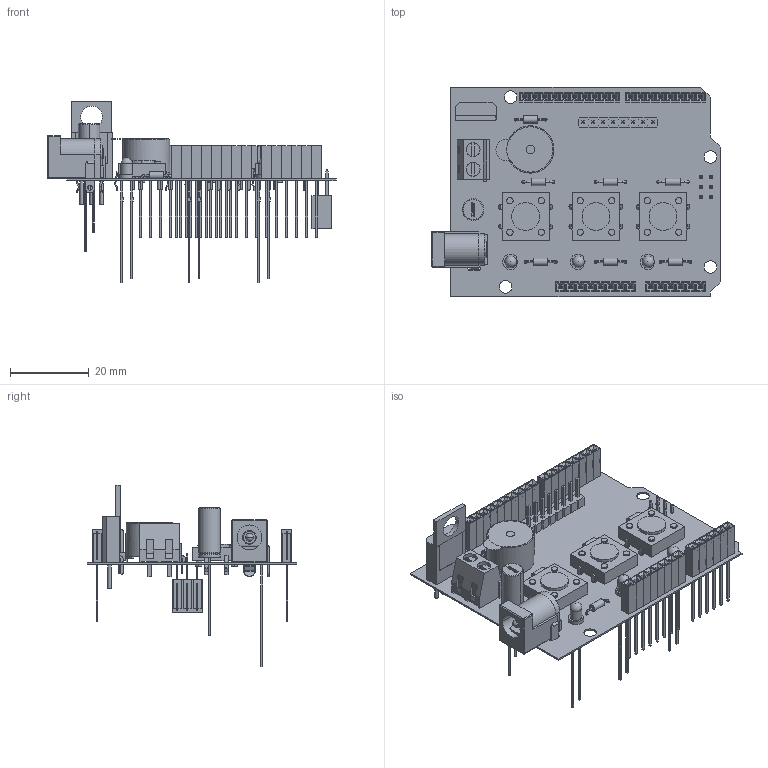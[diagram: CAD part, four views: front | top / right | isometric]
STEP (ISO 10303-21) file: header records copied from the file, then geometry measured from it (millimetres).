
FILE_DESCRIPTION(('Open CASCADE Model'),'2;1');
FILE_NAME('Open CASCADE Shape Model','2024-12-30T19:55:14',('Author'),( 'Open CASCADE'),'Open CASCADE STEP processor 6.8','Open CASCADE 6.8' ,'Unknown');
FILE_SCHEMA(('AUTOMOTIVE_DESIGN { 1 0 10303 214 1 1 1 1 }'));
Length unit declared in the file: millimetre
Products named in the file (53): PCB; Board; Open CASCADE STEP translator 6.8 1.1.1; P1; 61300811121; 6130xx11121_PIN; C1; ESK475M035AC3AA; U1; 6521033360; J1; 6230319344; J2; 6148386032; DCJ200-10-A-K1-K--3DModel-STEP-56544; SW3; B3F_4000; B3F_4005_BASE; B3F_4005_BUTTON; SW2; R5; 6148386752; R1; R7; R6; LS1; AT-1224-TWT-5V-2-R; SW1; R4; R2; R3; D3; 15103xxx; D1; D2; ICSP; SIL_SocketPin3x2; SIL_Socket3x2; POWER; SIL_Socket08_ ...
Assembly tree (112 placements, depth 4):
  PCB
    Board
      Open CASCADE STEP translator 6.8 1.1.1
    P1
      61300811121
        6130xx11121_PIN  x8
        61300811121
    C1
      ESK475M035AC3AA
    U1
      6521033360
    J1
      6230319344
    J2
      6148386032
        DCJ200-10-A-K1-K--3DModel-STEP-56544
    SW3
      B3F_4000
        B3F_4005_BASE
        B3F_4005_BUTTON
    SW2
      B3F_4000
        B3F_4005_BASE
        B3F_4005_BUTTON
    R5
      6148386752
    R1
      6148386752
    R7
      6148386752
    R6
      6148386752
    LS1
      AT-1224-TWT-5V-2-R
    SW1
      B3F_4000
        B3F_4005_BASE
        B3F_4005_BUTTON
    R4
      6148386752
    R2
      6148386752
    R3
      6148386752
    D3
      15103xxx
    D1
      15103xxx
    D2
      15103xxx
    ICSP
      ICSP
        SIL_SocketPin3x2
        SIL_Socket3x2
    POWER
      SIL_Socket08_
        SIL_Socket_Body  x8
        SIL_SocketPin  x8
    IOL
      SIL_Socket08_
Bounding box: 73.44 x 53.34 x 46.06 mm (x, y, z)
Volume: 7697.9 mm3; surface area: 22643.4 mm2
Topology: 133 solids, 134 shells, 2710 faces, 6757 edges, 4397 vertices
Faces by surface type: plane 2082, cylinder 580, torus 36, sphere 9, cone 2, bspline 1
Full cylindrical faces by diameter (mm): 0.508 x2, 0.6 x2, 0.736 x14, 0.762 x32, 0.889 x3, 0.9 x8, 1 x6, 1.1 x8, 1.144 x3, 1.2 x14, 1.8 x6, 1.854 x7, 2.2 x1, 3 x3, 3.2 x4, 11 x1, 12 x1
Entity records: 38664 total; most frequent: CARTESIAN_POINT 6069, DIRECTION 5794, ORIENTED_EDGE 5622, EDGE_CURVE 2811, LINE 2182, VECTOR 2182, VERTEX_POINT 1847, AXIS2_PLACEMENT_3D 1806
